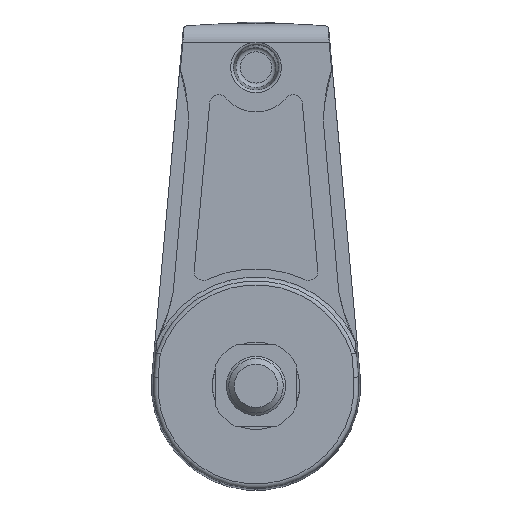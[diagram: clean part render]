
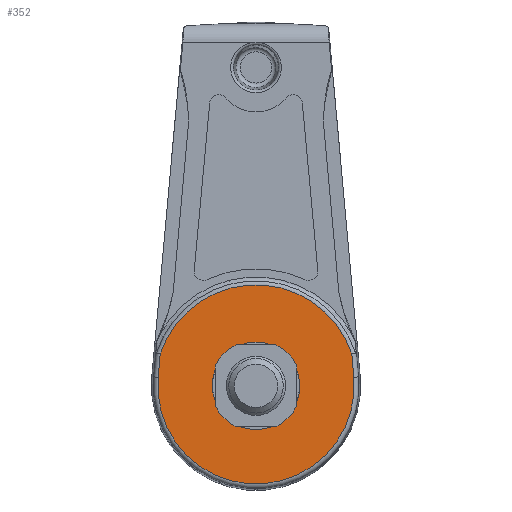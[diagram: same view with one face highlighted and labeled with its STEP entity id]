
A CAD part, front view. The second image highlights one B-rep face of the part: STEP entity #352.
In plain terms, the highlighted planar face has unit normal (0, -1, 0).
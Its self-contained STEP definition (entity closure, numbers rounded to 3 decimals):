
#352 = ADVANCED_FACE( '', ( #715, #716 ), #717, .F. );
#715 = FACE_BOUND( '', #1070, .T. );
#716 = FACE_OUTER_BOUND( '', #1071, .T. );
#717 = PLANE( '', #1072 );
#1070 = EDGE_LOOP( '', ( #2042 ) );
#1071 = EDGE_LOOP( '', ( #2043, #2044, #2045, #2046 ) );
#1072 = AXIS2_PLACEMENT_3D( '', #2047, #2048, #2049 );
#2042 = ORIENTED_EDGE( '', *, *, #2263, .F. );
#2043 = ORIENTED_EDGE( '', *, *, #2347, .F. );
#2044 = ORIENTED_EDGE( '', *, *, #2057, .F. );
#2045 = ORIENTED_EDGE( '', *, *, #2413, .T. );
#2046 = ORIENTED_EDGE( '', *, *, #2088, .T. );
#2047 = CARTESIAN_POINT( '', ( 0., 1.8, 0. ) );
#2048 = DIRECTION( '', ( 0., 1., 0. ) );
#2049 = DIRECTION( '', ( 0., 0., 1. ) );
#2057 = EDGE_CURVE( '', #2439, #2441, #2442, .T. );
#2088 = EDGE_CURVE( '', #2498, #2496, #2499, .T. );
#2263 = EDGE_CURVE( '', #2782, #2782, #2783, .F. );
#2347 = EDGE_CURVE( '', #2441, #2496, #2899, .T. );
#2413 = EDGE_CURVE( '', #2439, #2498, #2969, .T. );
#2439 = VERTEX_POINT( '', #2999 );
#2441 = VERTEX_POINT( '', #3006 );
#2442 = CIRCLE( '', #3007, 11.1 );
#2496 = VERTEX_POINT( '', #3102 );
#2498 = VERTEX_POINT( '', #3104 );
#2499 = CIRCLE( '', #3105, 10.8 );
#2782 = VERTEX_POINT( '', #3553 );
#2783 = CIRCLE( '', #3554, 4.8 );
#2899 = LINE( '', #3731, #3732 );
#2969 = LINE( '', #3841, #3842 );
#2999 = CARTESIAN_POINT( '', ( -10.536, 1.8, 3.493 ) );
#3006 = CARTESIAN_POINT( '', ( 10.536, 1.8, 3.493 ) );
#3007 = AXIS2_PLACEMENT_3D( '', #3861, #3862, #3863 );
#3102 = CARTESIAN_POINT( '', ( 10.759, 1.8, 0.939 ) );
#3104 = CARTESIAN_POINT( '', ( -10.759, 1.8, 0.939 ) );
#3105 = AXIS2_PLACEMENT_3D( '', #3906, #3907, #3908 );
#3553 = CARTESIAN_POINT( '', ( 0., 1.8, 4.8 ) );
#3554 = AXIS2_PLACEMENT_3D( '', #4128, #4129, #4130 );
#3731 = CARTESIAN_POINT( '', ( 6.411, 1.8, 50.75 ) );
#3732 = VECTOR( '', #4233, 1000. );
#3841 = CARTESIAN_POINT( '', ( -6.411, 1.8, 50.75 ) );
#3842 = VECTOR( '', #4281, 1000. );
#3861 = CARTESIAN_POINT( '', ( 0., 1.8, 0. ) );
#3862 = DIRECTION( '', ( 0., 1., 0. ) );
#3863 = DIRECTION( '', ( 0., 0., 1. ) );
#3906 = CARTESIAN_POINT( '', ( 0., 1.8, 0. ) );
#3907 = DIRECTION( '', ( 0., -1., 0. ) );
#3908 = DIRECTION( '', ( 0., 0., -1. ) );
#4128 = CARTESIAN_POINT( '', ( 0., 1.8, 0. ) );
#4129 = DIRECTION( '', ( 0., 1., 0. ) );
#4130 = DIRECTION( '', ( 0., 0., 1. ) );
#4233 = DIRECTION( '', ( 0.087, 0., -0.996 ) );
#4281 = DIRECTION( '', ( -0.087, 0., -0.996 ) );
